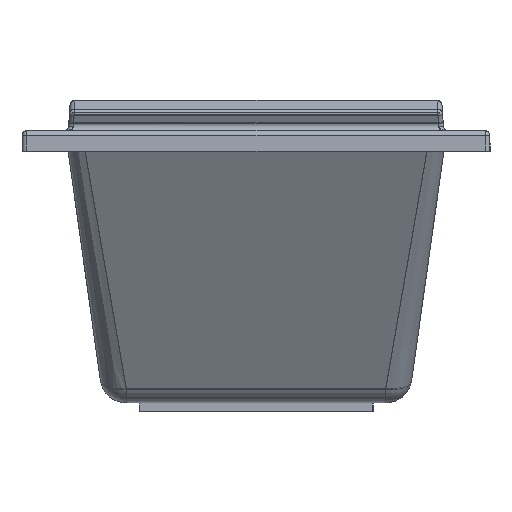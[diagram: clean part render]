
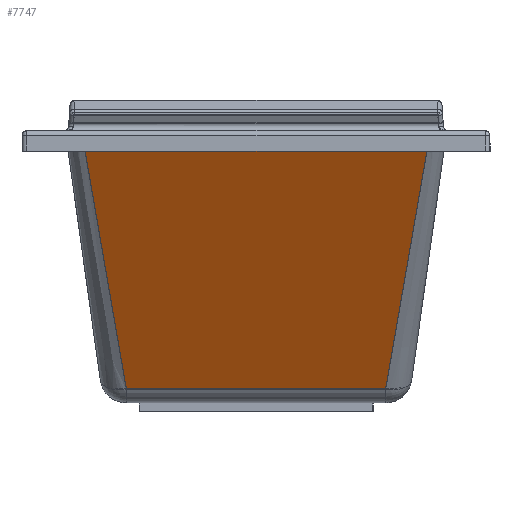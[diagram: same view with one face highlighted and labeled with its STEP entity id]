
A CAD part, left-side view. The second image highlights one B-rep face of the part: STEP entity #7747.
In plain terms, the highlighted planar face has unit normal (-0.866, 0, -0.5).
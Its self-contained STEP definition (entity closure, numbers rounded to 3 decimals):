
#7063=CARTESIAN_POINT('',(-530.296,221.585,-442.5));
#7064=VERTEX_POINT('',#7063);
#7183=CARTESIAN_POINT('',(-775.143,295.26,-18.413));
#7184=VERTEX_POINT('',#7183);
#7185=CARTESIAN_POINT('',(-530.296,221.585,-442.5));
#7186=CARTESIAN_POINT('',(-545.715,225.365,-415.793));
#7187=CARTESIAN_POINT('',(-561.103,229.314,-389.141));
#7188=CARTESIAN_POINT('',(-576.439,233.695,-362.578));
#7189=CARTESIAN_POINT('',(-580.432,234.836,-355.663));
#7190=CARTESIAN_POINT('',(-584.421,236.003,-348.753));
#7191=CARTESIAN_POINT('',(-588.407,237.195,-341.848));
#7192=CARTESIAN_POINT('',(-608.697,243.266,-306.705));
#7193=CARTESIAN_POINT('',(-628.911,250.062,-271.695));
#7194=CARTESIAN_POINT('',(-649.114,256.97,-236.701));
#7195=CARTESIAN_POINT('',(-651.999,257.957,-231.704));
#7196=CARTESIAN_POINT('',(-654.884,258.945,-226.707));
#7197=CARTESIAN_POINT('',(-657.769,259.932,-221.709));
#7198=CARTESIAN_POINT('',(-676.997,266.51,-188.406));
#7199=CARTESIAN_POINT('',(-696.236,273.022,-155.083));
#7200=CARTESIAN_POINT('',(-715.546,278.928,-121.638));
#7201=CARTESIAN_POINT('',(-721.504,280.751,-111.317));
#7202=CARTESIAN_POINT('',(-727.47,282.519,-100.985));
#7203=CARTESIAN_POINT('',(-733.442,284.228,-90.641));
#7204=CARTESIAN_POINT('',(-747.292,288.192,-66.652));
#7205=CARTESIAN_POINT('',(-761.214,291.82,-42.539));
#7206=CARTESIAN_POINT('',(-775.143,295.26,-18.413));
#7207=B_SPLINE_CURVE_WITH_KNOTS('',3,(#7185,#7186,#7187,#7188,#7189,#7190,#7191,#7192,#7193,#7194,#7195,#7196,#7197,#7198,#7199,#7200,#7201,#7202,#7203,#7204,#7205,#7206),.UNSPECIFIED.,.F.,.U.,(4,3,3,3,3,3,3,4),(250.688,411.691,453.607,666.945,697.41,900.439,963.093,1108.391),.UNSPECIFIED.);
#7208=EDGE_CURVE('',#7064,#7184,#7207,.T.);
#7461=CARTESIAN_POINT('',(-789.414,312.782,6.306));
#7462=VERTEX_POINT('',#7461);
#7496=CARTESIAN_POINT('',(-775.143,295.26,-18.413));
#7497=CARTESIAN_POINT('',(-777.673,295.881,-14.031));
#7498=CARTESIAN_POINT('',(-780.226,297.406,-9.609));
#7499=CARTESIAN_POINT('',(-782.581,299.954,-5.529));
#7500=CARTESIAN_POINT('',(-782.765,300.153,-5.211));
#7501=CARTESIAN_POINT('',(-782.947,300.357,-4.895));
#7502=CARTESIAN_POINT('',(-783.128,300.568,-4.582));
#7503=CARTESIAN_POINT('',(-784.103,301.705,-2.894));
#7504=CARTESIAN_POINT('',(-785.038,303.022,-1.274));
#7505=CARTESIAN_POINT('',(-785.909,304.519,0.235));
#7506=CARTESIAN_POINT('',(-786.157,304.944,0.664));
#7507=CARTESIAN_POINT('',(-786.399,305.383,1.083));
#7508=CARTESIAN_POINT('',(-786.635,305.836,1.492));
#7509=CARTESIAN_POINT('',(-787.704,307.887,3.343));
#7510=CARTESIAN_POINT('',(-788.652,310.234,4.986));
#7511=CARTESIAN_POINT('',(-789.414,312.782,6.305));
#7512=B_SPLINE_CURVE_WITH_KNOTS('',3,(#7496,#7497,#7498,#7499,#7500,#7501,#7502,#7503,#7504,#7505,#7506,#7507,#7508,#7509,#7510,#7511),.UNSPECIFIED.,.F.,.U.,(4,3,3,3,3,4),(550.22,569.596,571.108,579.242,581.551,591.995),.UNSPECIFIED.);
#7513=EDGE_CURVE('',#7184,#7462,#7512,.T.);
#7531=CARTESIAN_POINT('',(-530.296,-221.585,-442.5));
#7532=VERTEX_POINT('',#7531);
#7591=CARTESIAN_POINT('',(-530.296,-221.585,-442.5));
#7592=DIRECTION('',(0.0,1.0,0.0));
#7593=VECTOR('',#7592,443.171);
#7594=LINE('',#7591,#7593);
#7595=EDGE_CURVE('',#7532,#7064,#7594,.T.);
#7658=CARTESIAN_POINT('',(-784.33,0.,-2.5));
#7659=DIRECTION('',(-0.866,0.0,-0.5));
#7660=DIRECTION('',(-0.5,0.0,0.866));
#7661=AXIS2_PLACEMENT_3D('',#7658,#7659,#7660);
#7662=PLANE('',#7661);
#7663=CARTESIAN_POINT('',(-790.614,312.499,8.384));
#7664=VERTEX_POINT('',#7663);
#7665=CARTESIAN_POINT('',(-812.084,309.899,45.572));
#7666=VERTEX_POINT('',#7665);
#7667=CARTESIAN_POINT('',(-790.614,312.499,8.384));
#7668=DIRECTION('',(-0.499,-0.06,0.864));
#7669=VECTOR('',#7668,43.02);
#7670=LINE('',#7667,#7669);
#7671=EDGE_CURVE('',#7664,#7666,#7670,.T.);
#7672=ORIENTED_EDGE('',*,*,#7671,.F.);
#7673=CARTESIAN_POINT('',(-791.258,328.459,9.5));
#7674=DIRECTION('',(-0.866,0.,-0.5));
#7675=DIRECTION('',(0.5,0.,-0.866));
#7676=AXIS2_PLACEMENT_3D('',#7673,#7674,#7675);
#7677=ELLIPSE('',#7676,18.474,15.999);
#7678=EDGE_CURVE('',#7462,#7664,#7677,.T.);
#7679=ORIENTED_EDGE('',*,*,#7678,.F.);
#7680=ORIENTED_EDGE('',*,*,#7513,.F.);
#7681=ORIENTED_EDGE('',*,*,#7208,.F.);
#7682=ORIENTED_EDGE('',*,*,#7595,.F.);
#7683=CARTESIAN_POINT('',(-775.143,-295.26,-18.413));
#7684=VERTEX_POINT('',#7683);
#7685=CARTESIAN_POINT('',(-775.143,-295.26,-18.413));
#7686=CARTESIAN_POINT('',(-761.264,-291.833,-42.452));
#7687=CARTESIAN_POINT('',(-747.39,-288.217,-66.482));
#7688=CARTESIAN_POINT('',(-733.591,-284.271,-90.383));
#7689=CARTESIAN_POINT('',(-714.344,-278.766,-123.72));
#7690=CARTESIAN_POINT('',(-695.171,-272.6,-156.929));
#7691=CARTESIAN_POINT('',(-676.037,-266.148,-190.07));
#7692=CARTESIAN_POINT('',(-654.814,-258.991,-226.829));
#7693=CARTESIAN_POINT('',(-633.588,-251.525,-263.593));
#7694=CARTESIAN_POINT('',(-612.341,-244.657,-300.394));
#7695=CARTESIAN_POINT('',(-596.564,-239.557,-327.721));
#7696=CARTESIAN_POINT('',(-580.755,-234.798,-355.103));
#7697=CARTESIAN_POINT('',(-564.897,-230.473,-382.569));
#7698=CARTESIAN_POINT('',(-553.389,-227.335,-402.502));
#7699=CARTESIAN_POINT('',(-541.853,-224.419,-422.482));
#7700=CARTESIAN_POINT('',(-530.296,-221.585,-442.5));
#7701=B_SPLINE_CURVE_WITH_KNOTS('',3,(#7685,#7686,#7687,#7688,#7689,#7690,#7691,#7692,#7693,#7694,#7695,#7696,#7697,#7698,#7699,#7700),.UNSPECIFIED.,.F.,.U.,(4,3,3,3,3,4),(1409.564,1554.326,1756.239,1980.197,2146.495,2267.179),.UNSPECIFIED.);
#7702=EDGE_CURVE('',#7684,#7532,#7701,.T.);
#7703=ORIENTED_EDGE('',*,*,#7702,.F.);
#7704=CARTESIAN_POINT('',(-789.414,-312.782,6.306));
#7705=VERTEX_POINT('',#7704);
#7706=CARTESIAN_POINT('',(-789.414,-312.782,6.306));
#7707=CARTESIAN_POINT('',(-789.378,-312.661,6.243));
#7708=CARTESIAN_POINT('',(-789.341,-312.54,6.18));
#7709=CARTESIAN_POINT('',(-789.304,-312.42,6.115));
#7710=CARTESIAN_POINT('',(-788.615,-310.183,4.922));
#7711=CARTESIAN_POINT('',(-787.783,-308.109,3.481));
#7712=CARTESIAN_POINT('',(-786.853,-306.262,1.87));
#7713=CARTESIAN_POINT('',(-785.126,-302.83,-1.122));
#7714=CARTESIAN_POINT('',(-783.072,-300.189,-4.68));
#7715=CARTESIAN_POINT('',(-780.915,-298.346,-8.415));
#7716=CARTESIAN_POINT('',(-779.043,-296.747,-11.657));
#7717=CARTESIAN_POINT('',(-777.087,-295.737,-15.045));
#7718=CARTESIAN_POINT('',(-775.143,-295.26,-18.413));
#7719=B_SPLINE_CURVE_WITH_KNOTS('',3,(#7706,#7707,#7708,#7709,#7710,#7711,#7712,#7713,#7714,#7715,#7716,#7717,#7718),.UNSPECIFIED.,.F.,.U.,(4,3,3,3,4),(1996.753,1997.25,2006.481,2023.635,2038.526),.UNSPECIFIED.);
#7720=EDGE_CURVE('',#7705,#7684,#7719,.T.);
#7721=ORIENTED_EDGE('',*,*,#7720,.F.);
#7722=CARTESIAN_POINT('',(-790.614,-312.499,8.384));
#7723=VERTEX_POINT('',#7722);
#7724=CARTESIAN_POINT('',(-791.259,-328.464,9.5));
#7725=DIRECTION('',(0.866,0.,0.5));
#7726=DIRECTION('',(0.5,0.,-0.866));
#7727=AXIS2_PLACEMENT_3D('',#7724,#7725,#7726);
#7728=ELLIPSE('',#7727,18.478,16.004);
#7729=EDGE_CURVE('',#7705,#7723,#7728,.T.);
#7730=ORIENTED_EDGE('',*,*,#7729,.T.);
#7731=CARTESIAN_POINT('',(-812.084,-309.899,45.572));
#7732=VERTEX_POINT('',#7731);
#7733=CARTESIAN_POINT('',(-812.084,-309.899,45.572));
#7734=DIRECTION('',(0.499,-0.06,-0.864));
#7735=VECTOR('',#7734,43.02);
#7736=LINE('',#7733,#7735);
#7737=EDGE_CURVE('',#7732,#7723,#7736,.T.);
#7738=ORIENTED_EDGE('',*,*,#7737,.F.);
#7739=CARTESIAN_POINT('',(-812.084,309.899,45.572));
#7740=DIRECTION('',(0.0,-1.0,0.0));
#7741=VECTOR('',#7740,619.797);
#7742=LINE('',#7739,#7741);
#7743=EDGE_CURVE('',#7732,#7666,#7742,.F.);
#7744=ORIENTED_EDGE('',*,*,#7743,.T.);
#7745=EDGE_LOOP('',(#7672,#7679,#7680,#7681,#7682,#7703,#7721,#7730,#7738,#7744));
#7746=FACE_OUTER_BOUND('',#7745,.T.);
#7747=ADVANCED_FACE('',(#7746),#7662,.T.);
